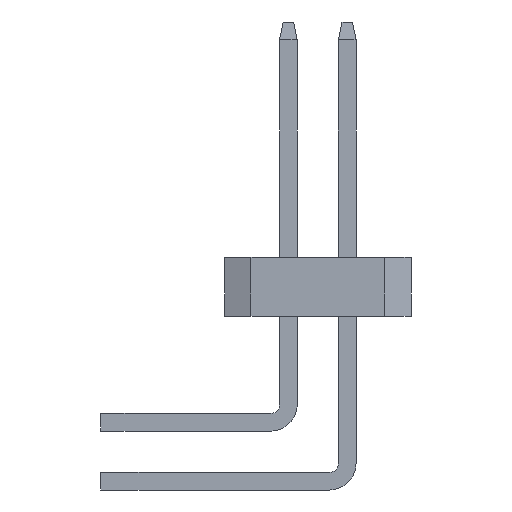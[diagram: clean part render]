
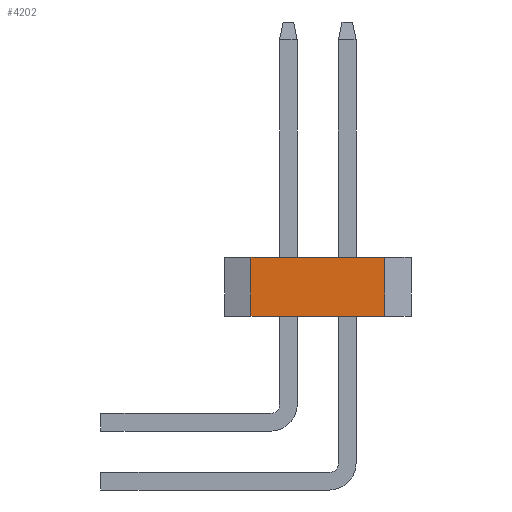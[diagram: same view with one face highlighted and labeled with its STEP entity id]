
A CAD part, left-side view. The second image highlights one B-rep face of the part: STEP entity #4202.
In plain terms, the highlighted planar face has unit normal (-1, 0, 0).
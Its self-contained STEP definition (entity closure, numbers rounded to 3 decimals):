
#450 = PLANE('',#451);
#451 = AXIS2_PLACEMENT_3D('',#452,#453,#454);
#452 = CARTESIAN_POINT('',(-26.776,1.488,0.93
    ));
#453 = DIRECTION('',(0.,0.,1.));
#454 = DIRECTION('',(1.,0.,0.));
#1418 = VERTEX_POINT('',#1419);
#1419 = CARTESIAN_POINT('',(-27.276,0.353,
    0.93));
#1433 = PLANE('',#1434);
#1434 = AXIS2_PLACEMENT_3D('',#1435,#1436,#1437);
#1435 = CARTESIAN_POINT('',(-27.276,0.353,
    0.93));
#1436 = DIRECTION('',(0.,-1.,0.));
#1437 = DIRECTION('',(1.,0.,0.));
#1445 = EDGE_CURVE('',#1446,#1418,#1448,.T.);
#1446 = VERTEX_POINT('',#1447);
#1447 = CARTESIAN_POINT('',(-27.276,2.623,
    0.93));
#1448 = SURFACE_CURVE('',#1449,(#1453,#1460),.PCURVE_S1.);
#1449 = LINE('',#1450,#1451);
#1450 = CARTESIAN_POINT('',(-27.276,2.623,
    0.93));
#1451 = VECTOR('',#1452,1.);
#1452 = DIRECTION('',(0.,-1.,0.));
#1453 = PCURVE('',#450,#1454);
#1454 = DEFINITIONAL_REPRESENTATION('',(#1455),#1459);
#1455 = LINE('',#1456,#1457);
#1456 = CARTESIAN_POINT('',(-0.5,1.135));
#1457 = VECTOR('',#1458,1.);
#1458 = DIRECTION('',(0.,-1.));
#1459 = ( GEOMETRIC_REPRESENTATION_CONTEXT(2) 
PARAMETRIC_REPRESENTATION_CONTEXT() REPRESENTATION_CONTEXT('2D SPACE',''
  ) );
#1460 = PCURVE('',#1461,#1466);
#1461 = PLANE('',#1462);
#1462 = AXIS2_PLACEMENT_3D('',#1463,#1464,#1465);
#1463 = CARTESIAN_POINT('',(-27.276,2.623,
    0.93));
#1464 = DIRECTION('',(-1.,0.,0.));
#1465 = DIRECTION('',(0.,-1.,0.));
#1466 = DEFINITIONAL_REPRESENTATION('',(#1467),#1471);
#1467 = LINE('',#1468,#1469);
#1468 = CARTESIAN_POINT('',(0.,0.));
#1469 = VECTOR('',#1470,1.);
#1470 = DIRECTION('',(1.,0.));
#1471 = ( GEOMETRIC_REPRESENTATION_CONTEXT(2) 
PARAMETRIC_REPRESENTATION_CONTEXT() REPRESENTATION_CONTEXT('2D SPACE',''
  ) );
#1489 = PLANE('',#1490);
#1490 = AXIS2_PLACEMENT_3D('',#1491,#1492,#1493);
#1491 = CARTESIAN_POINT('',(-27.226,2.623,
    0.93));
#1492 = DIRECTION('',(0.,1.,0.));
#1493 = DIRECTION('',(-1.,0.,0.));
#3162 = PLANE('',#3163);
#3163 = AXIS2_PLACEMENT_3D('',#3164,#3165,#3166);
#3164 = CARTESIAN_POINT('',(-26.776,1.488,
    1.93));
#3165 = DIRECTION('',(0.,0.,1.));
#3166 = DIRECTION('',(1.,0.,0.));
#4160 = VERTEX_POINT('',#4161);
#4161 = CARTESIAN_POINT('',(-27.276,0.353,
    1.93));
#4182 = EDGE_CURVE('',#1418,#4160,#4183,.T.);
#4183 = SURFACE_CURVE('',#4184,(#4188,#4195),.PCURVE_S1.);
#4184 = LINE('',#4185,#4186);
#4185 = CARTESIAN_POINT('',(-27.276,0.353,
    0.93));
#4186 = VECTOR('',#4187,1.);
#4187 = DIRECTION('',(0.,0.,1.));
#4188 = PCURVE('',#1433,#4189);
#4189 = DEFINITIONAL_REPRESENTATION('',(#4190),#4194);
#4190 = LINE('',#4191,#4192);
#4191 = CARTESIAN_POINT('',(0.,0.));
#4192 = VECTOR('',#4193,1.);
#4193 = DIRECTION('',(0.,1.));
#4194 = ( GEOMETRIC_REPRESENTATION_CONTEXT(2) 
PARAMETRIC_REPRESENTATION_CONTEXT() REPRESENTATION_CONTEXT('2D SPACE',''
  ) );
#4195 = PCURVE('',#1461,#4196);
#4196 = DEFINITIONAL_REPRESENTATION('',(#4197),#4201);
#4197 = LINE('',#4198,#4199);
#4198 = CARTESIAN_POINT('',(2.27,0.));
#4199 = VECTOR('',#4200,1.);
#4200 = DIRECTION('',(0.,1.));
#4201 = ( GEOMETRIC_REPRESENTATION_CONTEXT(2) 
PARAMETRIC_REPRESENTATION_CONTEXT() REPRESENTATION_CONTEXT('2D SPACE',''
  ) );
#4202 = ADVANCED_FACE('',(#4203),#1461,.T.);
#4203 = FACE_BOUND('',#4204,.T.);
#4204 = EDGE_LOOP('',(#4205,#4206,#4207,#4230));
#4205 = ORIENTED_EDGE('',*,*,#1445,.T.);
#4206 = ORIENTED_EDGE('',*,*,#4182,.T.);
#4207 = ORIENTED_EDGE('',*,*,#4208,.F.);
#4208 = EDGE_CURVE('',#4209,#4160,#4211,.T.);
#4209 = VERTEX_POINT('',#4210);
#4210 = CARTESIAN_POINT('',(-27.276,2.623,
    1.93));
#4211 = SURFACE_CURVE('',#4212,(#4216,#4223),.PCURVE_S1.);
#4212 = LINE('',#4213,#4214);
#4213 = CARTESIAN_POINT('',(-27.276,2.623,
    1.93));
#4214 = VECTOR('',#4215,1.);
#4215 = DIRECTION('',(0.,-1.,0.));
#4216 = PCURVE('',#1461,#4217);
#4217 = DEFINITIONAL_REPRESENTATION('',(#4218),#4222);
#4218 = LINE('',#4219,#4220);
#4219 = CARTESIAN_POINT('',(0.,1.));
#4220 = VECTOR('',#4221,1.);
#4221 = DIRECTION('',(1.,0.));
#4222 = ( GEOMETRIC_REPRESENTATION_CONTEXT(2) 
PARAMETRIC_REPRESENTATION_CONTEXT() REPRESENTATION_CONTEXT('2D SPACE',''
  ) );
#4223 = PCURVE('',#3162,#4224);
#4224 = DEFINITIONAL_REPRESENTATION('',(#4225),#4229);
#4225 = LINE('',#4226,#4227);
#4226 = CARTESIAN_POINT('',(-0.5,1.135));
#4227 = VECTOR('',#4228,1.);
#4228 = DIRECTION('',(0.,-1.));
#4229 = ( GEOMETRIC_REPRESENTATION_CONTEXT(2) 
PARAMETRIC_REPRESENTATION_CONTEXT() REPRESENTATION_CONTEXT('2D SPACE',''
  ) );
#4230 = ORIENTED_EDGE('',*,*,#4231,.F.);
#4231 = EDGE_CURVE('',#1446,#4209,#4232,.T.);
#4232 = SURFACE_CURVE('',#4233,(#4237,#4244),.PCURVE_S1.);
#4233 = LINE('',#4234,#4235);
#4234 = CARTESIAN_POINT('',(-27.276,2.623,
    0.93));
#4235 = VECTOR('',#4236,1.);
#4236 = DIRECTION('',(0.,0.,1.));
#4237 = PCURVE('',#1461,#4238);
#4238 = DEFINITIONAL_REPRESENTATION('',(#4239),#4243);
#4239 = LINE('',#4240,#4241);
#4240 = CARTESIAN_POINT('',(0.,0.));
#4241 = VECTOR('',#4242,1.);
#4242 = DIRECTION('',(0.,1.));
#4243 = ( GEOMETRIC_REPRESENTATION_CONTEXT(2) 
PARAMETRIC_REPRESENTATION_CONTEXT() REPRESENTATION_CONTEXT('2D SPACE',''
  ) );
#4244 = PCURVE('',#1489,#4245);
#4245 = DEFINITIONAL_REPRESENTATION('',(#4246),#4250);
#4246 = LINE('',#4247,#4248);
#4247 = CARTESIAN_POINT('',(0.05,0.));
#4248 = VECTOR('',#4249,1.);
#4249 = DIRECTION('',(0.,1.));
#4250 = ( GEOMETRIC_REPRESENTATION_CONTEXT(2) 
PARAMETRIC_REPRESENTATION_CONTEXT() REPRESENTATION_CONTEXT('2D SPACE',''
  ) );
